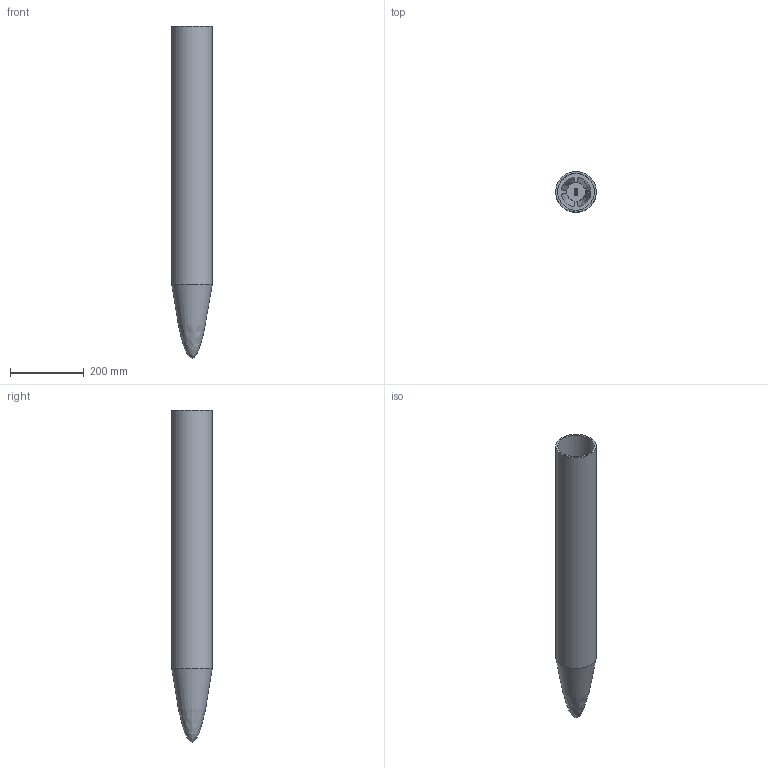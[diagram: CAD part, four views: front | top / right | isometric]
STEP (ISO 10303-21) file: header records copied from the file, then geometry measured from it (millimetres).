
FILE_DESCRIPTION(/* description */ (''),/* implementation_level */ '2;1');
FILE_NAME(/* name */ 'main-assembly v12.step',/* time_stamp */ '2023-01-25T23:00:12+03:00',/* author */ (''),/* organization */ (''),/* preprocessor_version */ 'ST-DEVELOPER v19.2',/* originating_system */ 'Autodesk Translation Framework v11.17.0.187',/* authorisation */ '');
FILE_SCHEMA (('AUTOMOTIVE_DESIGN { 1 0 10303 214 3 1 1 }'));
Length unit declared in the file: millimetre
Products named in the file (11): main-assembly; nose-cone; body-tube; aluminium-plate; piston-assembly; piston; piston ; piston-cylinder v5; fire-bolt; hex-nut; ejection-cup
Assembly tree (10 placements, depth 4):
  main-assembly
    nose-cone
    body-tube
    aluminium-plate
    piston-assembly
      piston
        piston 
      piston-cylinder v5
      fire-bolt
        hex-nut
    ejection-cup
Bounding box: 110 x 110 x 900 mm (x, y, z)
Volume: 1695618.3 mm3; surface area: 801656.6 mm2
Topology: 8 solids, 8 shells, 180 faces, 418 edges, 274 vertices
Faces by surface type: cylinder 70, plane 59, bspline 37, cone 8, sphere 4, torus 2
Full cylindrical faces by diameter (mm): 6.827 x1, 8.051 x5, 8.827 x1, 10 x10, 13.292 x1, 41.05 x2, 46 x4, 50 x1, 90 x2, 94 x1, 96 x1, 100 x4, 110 x1
Entity records: 9415 total; most frequent: CARTESIAN_POINT 5183, ORIENTED_EDGE 832, DIRECTION 757, EDGE_CURVE 416, AXIS2_PLACEMENT_3D 301, VERTEX_POINT 274, EDGE_LOOP 220, FACE_OUTER_BOUND 180
